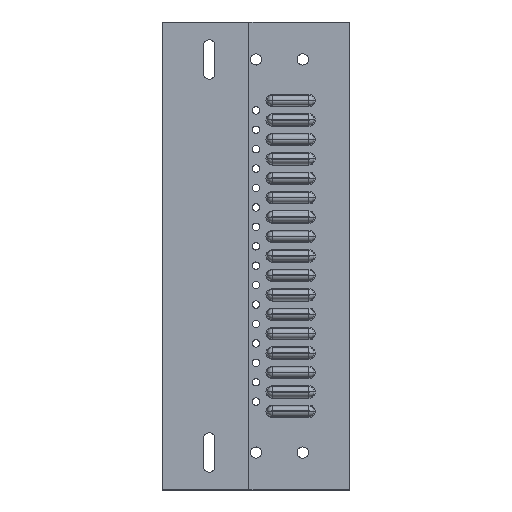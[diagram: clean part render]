
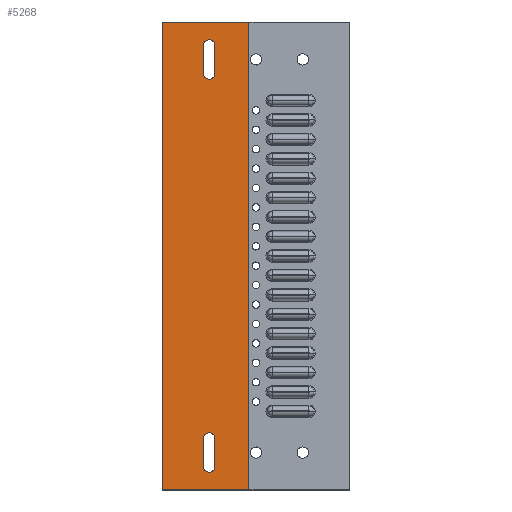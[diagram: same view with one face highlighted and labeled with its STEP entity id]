
A CAD part, top view. The second image highlights one B-rep face of the part: STEP entity #5268.
In plain terms, the highlighted planar face has unit normal (0, 0, 1).
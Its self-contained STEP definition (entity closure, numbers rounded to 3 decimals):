
#97 = LINE ( 'NONE', #2722, #3823 ) ;
#250 = DIRECTION ( 'NONE',  ( -1., 0., 0. ) ) ;
#259 = LINE ( 'NONE', #3660, #8933 ) ;
#669 = CARTESIAN_POINT ( 'NONE',  ( 37.06, -100.01, 1.5 ) ) ;
#904 = VECTOR ( 'NONE', #8086, 1000. ) ;
#940 = CARTESIAN_POINT ( 'NONE',  ( 37.06, 0., 1.5 ) ) ;
#951 = EDGE_CURVE ( 'NONE', #1930, #8668, #5626, .T. ) ;
#1008 = CARTESIAN_POINT ( 'NONE',  ( 37.06, -100., 1.5 ) ) ;
#1101 = DIRECTION ( 'NONE',  ( 0., 0., 1. ) ) ;
#1329 = CARTESIAN_POINT ( 'NONE',  ( 29.76, -11., 1.5 ) ) ;
#1346 = AXIS2_PLACEMENT_3D ( 'NONE', #2261, #3936, #9123 ) ;
#1439 = CIRCLE ( 'NONE', #9824, 1.2 ) ;
#1550 = LINE ( 'NONE', #7578, #2756 ) ;
#1693 = EDGE_CURVE ( 'NONE', #2689, #9405, #3728, .T. ) ;
#1789 = VECTOR ( 'NONE', #4558, 1000. ) ;
#1828 = EDGE_LOOP ( 'NONE', ( #6341, #9294, #8629, #5995 ) ) ;
#1857 = EDGE_CURVE ( 'NONE', #8668, #10900, #8964, .T. ) ;
#1912 = VERTEX_POINT ( 'NONE', #9704 ) ;
#1930 = VERTEX_POINT ( 'NONE', #7232 ) ;
#1946 = EDGE_LOOP ( 'NONE', ( #3806, #2525, #7058, #11047 ) ) ;
#2261 = CARTESIAN_POINT ( 'NONE',  ( 28.56, -89., 1.5 ) ) ;
#2278 = LINE ( 'NONE', #9992, #10876 ) ;
#2348 = CARTESIAN_POINT ( 'NONE',  ( 27.36, -5., 1.5 ) ) ;
#2367 = DIRECTION ( 'NONE',  ( 0., 0., 1. ) ) ;
#2459 = EDGE_LOOP ( 'NONE', ( #10096, #7448, #3151, #9111 ) ) ;
#2525 = ORIENTED_EDGE ( 'NONE', *, *, #2534, .F. ) ;
#2534 = EDGE_CURVE ( 'NONE', #9405, #2734, #10145, .T. ) ;
#2619 = DIRECTION ( 'NONE',  ( -1., 0., 0. ) ) ;
#2689 = VERTEX_POINT ( 'NONE', #2348 ) ;
#2722 = CARTESIAN_POINT ( 'NONE',  ( 29.76, -11., 1.5 ) ) ;
#2734 = VERTEX_POINT ( 'NONE', #1329 ) ;
#2756 = VECTOR ( 'NONE', #4450, 1000. ) ;
#3151 = ORIENTED_EDGE ( 'NONE', *, *, #1857, .F. ) ;
#3187 = CARTESIAN_POINT ( 'NONE',  ( 27.36, -95., 1.5 ) ) ;
#3250 = EDGE_CURVE ( 'NONE', #1912, #1930, #10211, .T. ) ;
#3285 = DIRECTION ( 'NONE',  ( -1., 0., 0. ) ) ;
#3310 = DIRECTION ( 'NONE',  ( 0., 1., 0. ) ) ;
#3452 = CIRCLE ( 'NONE', #4174, 1.2 ) ;
#3467 = EDGE_CURVE ( 'NONE', #11037, #2689, #1439, .T. ) ;
#3660 = CARTESIAN_POINT ( 'NONE',  ( 18.56, -100., 1.5 ) ) ;
#3728 = LINE ( 'NONE', #9600, #5177 ) ;
#3792 = CARTESIAN_POINT ( 'NONE',  ( 18.56, 0., 1.5 ) ) ;
#3806 = ORIENTED_EDGE ( 'NONE', *, *, #5741, .F. ) ;
#3823 = VECTOR ( 'NONE', #8591, 1000. ) ;
#3936 = DIRECTION ( 'NONE',  ( 0., 0., 1. ) ) ;
#4174 = AXIS2_PLACEMENT_3D ( 'NONE', #6695, #10226, #2619 ) ;
#4375 = EDGE_CURVE ( 'NONE', #5945, #9481, #10620, .T. ) ;
#4414 = AXIS2_PLACEMENT_3D ( 'NONE', #10023, #2367, #5763 ) ;
#4450 = DIRECTION ( 'NONE',  ( 0., -1., 0. ) ) ;
#4558 = DIRECTION ( 'NONE',  ( 0., -1., 0. ) ) ;
#4938 = CARTESIAN_POINT ( 'NONE',  ( 29.76, -95., 1.5 ) ) ;
#4982 = CARTESIAN_POINT ( 'NONE',  ( 29.76, -5., 1.5 ) ) ;
#5130 = CARTESIAN_POINT ( 'NONE',  ( 27.36, -11., 1.5 ) ) ;
#5177 = VECTOR ( 'NONE', #7879, 1000. ) ;
#5258 = EDGE_CURVE ( 'NONE', #10900, #1912, #3452, .T. ) ;
#5268 = ADVANCED_FACE ( 'NONE', ( #8542, #7708, #9151 ), #8309, .F. ) ;
#5309 = VERTEX_POINT ( 'NONE', #1008 ) ;
#5626 = CIRCLE ( 'NONE', #1346, 1.2 ) ;
#5738 = EDGE_CURVE ( 'NONE', #9481, #10013, #1550, .T. ) ;
#5741 = EDGE_CURVE ( 'NONE', #2734, #11037, #97, .T. ) ;
#5763 = DIRECTION ( 'NONE',  ( -1., 0., 0. ) ) ;
#5945 = VERTEX_POINT ( 'NONE', #940 ) ;
#5995 = ORIENTED_EDGE ( 'NONE', *, *, #5738, .T. ) ;
#6018 = VECTOR ( 'NONE', #3310, 1000. ) ;
#6341 = ORIENTED_EDGE ( 'NONE', *, *, #7289, .T. ) ;
#6684 = DIRECTION ( 'NONE',  ( 0., 1., 0. ) ) ;
#6695 = CARTESIAN_POINT ( 'NONE',  ( 28.56, -95., 1.5 ) ) ;
#7058 = ORIENTED_EDGE ( 'NONE', *, *, #1693, .F. ) ;
#7232 = CARTESIAN_POINT ( 'NONE',  ( 29.76, -89., 1.5 ) ) ;
#7289 = EDGE_CURVE ( 'NONE', #10013, #5309, #259, .T. ) ;
#7448 = ORIENTED_EDGE ( 'NONE', *, *, #5258, .F. ) ;
#7481 = DIRECTION ( 'NONE',  ( 0., 0., -1. ) ) ;
#7578 = CARTESIAN_POINT ( 'NONE',  ( 18.56, 0., 1.5 ) ) ;
#7708 = FACE_BOUND ( 'NONE', #2459, .T. ) ;
#7879 = DIRECTION ( 'NONE',  ( 0., -1., 0. ) ) ;
#8086 = DIRECTION ( 'NONE',  ( -1., 0., 0. ) ) ;
#8246 = EDGE_CURVE ( 'NONE', #5309, #5945, #2278, .T. ) ;
#8309 = PLANE ( 'NONE',  #10252 ) ;
#8542 = FACE_OUTER_BOUND ( 'NONE', #1828, .T. ) ;
#8591 = DIRECTION ( 'NONE',  ( 0., 1., 0. ) ) ;
#8629 = ORIENTED_EDGE ( 'NONE', *, *, #4375, .T. ) ;
#8668 = VERTEX_POINT ( 'NONE', #9740 ) ;
#8913 = CARTESIAN_POINT ( 'NONE',  ( 27.36, -95., 1.5 ) ) ;
#8933 = VECTOR ( 'NONE', #10436, 1000. ) ;
#8964 = LINE ( 'NONE', #8913, #1789 ) ;
#9111 = ORIENTED_EDGE ( 'NONE', *, *, #951, .F. ) ;
#9123 = DIRECTION ( 'NONE',  ( -1., 0., 0. ) ) ;
#9151 = FACE_BOUND ( 'NONE', #1946, .T. ) ;
#9292 = CARTESIAN_POINT ( 'NONE',  ( 18.56, -100., 1.5 ) ) ;
#9294 = ORIENTED_EDGE ( 'NONE', *, *, #8246, .T. ) ;
#9405 = VERTEX_POINT ( 'NONE', #5130 ) ;
#9481 = VERTEX_POINT ( 'NONE', #11066 ) ;
#9600 = CARTESIAN_POINT ( 'NONE',  ( 27.36, -11., 1.5 ) ) ;
#9704 = CARTESIAN_POINT ( 'NONE',  ( 29.76, -95., 1.5 ) ) ;
#9740 = CARTESIAN_POINT ( 'NONE',  ( 27.36, -89., 1.5 ) ) ;
#9824 = AXIS2_PLACEMENT_3D ( 'NONE', #10376, #1101, #250 ) ;
#9992 = CARTESIAN_POINT ( 'NONE',  ( 37.06, -100.01, 1.5 ) ) ;
#10013 = VERTEX_POINT ( 'NONE', #9292 ) ;
#10023 = CARTESIAN_POINT ( 'NONE',  ( 28.56, -11., 1.5 ) ) ;
#10096 = ORIENTED_EDGE ( 'NONE', *, *, #3250, .F. ) ;
#10145 = CIRCLE ( 'NONE', #4414, 1.2 ) ;
#10211 = LINE ( 'NONE', #4938, #6018 ) ;
#10226 = DIRECTION ( 'NONE',  ( 0., 0., 1. ) ) ;
#10252 = AXIS2_PLACEMENT_3D ( 'NONE', #669, #7481, #3285 ) ;
#10376 = CARTESIAN_POINT ( 'NONE',  ( 28.56, -5., 1.5 ) ) ;
#10436 = DIRECTION ( 'NONE',  ( 1., 0., 0. ) ) ;
#10620 = LINE ( 'NONE', #3792, #904 ) ;
#10876 = VECTOR ( 'NONE', #6684, 1000. ) ;
#10900 = VERTEX_POINT ( 'NONE', #3187 ) ;
#11037 = VERTEX_POINT ( 'NONE', #4982 ) ;
#11047 = ORIENTED_EDGE ( 'NONE', *, *, #3467, .F. ) ;
#11066 = CARTESIAN_POINT ( 'NONE',  ( 18.56, 0., 1.5 ) ) ;
